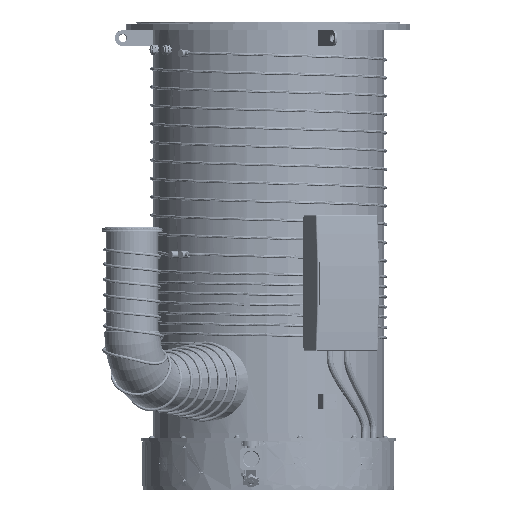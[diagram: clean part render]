
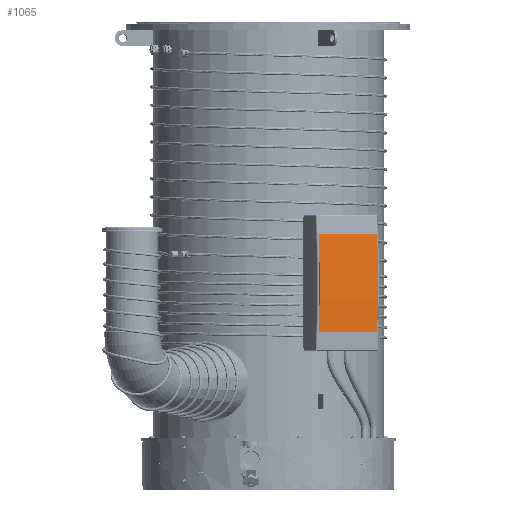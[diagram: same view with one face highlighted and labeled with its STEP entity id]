
A CAD part, top view. The second image highlights one B-rep face of the part: STEP entity #1065.
In plain terms, the highlighted cylindrical face has radius 3186.76 mm (diameter 6373.51 mm), a partial arc.
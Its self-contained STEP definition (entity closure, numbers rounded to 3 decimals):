
#1065=ADVANCED_FACE('',(#127483),#127485,.T.);
#127483=FACE_BOUND('',#127484,.T.);
#127484=EDGE_LOOP('',(#203183,#203184,#203185,#203186));
#127485=CYLINDRICAL_SURFACE('',#127486,3186.755);
#127486=AXIS2_PLACEMENT_3D('',#127487,#127488,#127489);
#127487=CARTESIAN_POINT('',(-1304.744,589.,-2259.696));
#127488=DIRECTION('',(-0.839,0.,0.545));
#127489=DIRECTION('',(0.544,-0.06,0.837));
#203183=ORIENTED_EDGE('',*,*,#224233,.T.);
#203184=ORIENTED_EDGE('',*,*,#224234,.T.);
#203185=ORIENTED_EDGE('',*,*,#224219,.F.);
#203186=ORIENTED_EDGE('',*,*,#224235,.F.);
#224219=EDGE_CURVE('',#264450,#264452,#264453,.T.);
#224233=EDGE_CURVE('',#264475,#264476,#264477,.T.);
#224234=EDGE_CURVE('',#264476,#264452,#264478,.T.);
#224235=EDGE_CURVE('',#264475,#264450,#264479,.T.);
#264450=VERTEX_POINT('',#445251);
#264452=VERTEX_POINT('',#445255);
#264453=CIRCLE('',#445256,3186.755);
#264475=VERTEX_POINT('',#445383);
#264476=VERTEX_POINT('',#445384);
#264477=CIRCLE('',#445385,3186.755);
#264478=LINE('',#445389,#445390);
#264479=LINE('',#445392,#445393);
#445251=CARTESIAN_POINT('',(198.45,399.,557.129));
#445255=CARTESIAN_POINT('',(198.252,785.,556.823));
#445256=AXIS2_PLACEMENT_3D('',#445257,#445258,#445259);
#445257=CARTESIAN_POINT('',(-1534.094,589.,-2110.755));
#445258=DIRECTION('',(-0.839,0.,0.545));
#445259=DIRECTION('',(0.544,-0.06,0.837));
#445383=CARTESIAN_POINT('',(427.799,399.,408.187));
#445384=CARTESIAN_POINT('',(427.601,785.,407.882));
#445385=AXIS2_PLACEMENT_3D('',#445386,#445387,#445388);
#445386=CARTESIAN_POINT('',(-1304.744,589.,-2259.696));
#445387=DIRECTION('',(-0.839,0.,0.545));
#445388=DIRECTION('',(0.544,-0.06,0.837));
#445389=CARTESIAN_POINT('',(427.601,785.,407.882));
#445390=VECTOR('',#445391,1.);
#445391=DIRECTION('',(-0.839,0.,0.545));
#445392=CARTESIAN_POINT('',(427.799,399.,408.187));
#445393=VECTOR('',#445394,1.);
#445394=DIRECTION('',(-0.839,0.,0.545));
